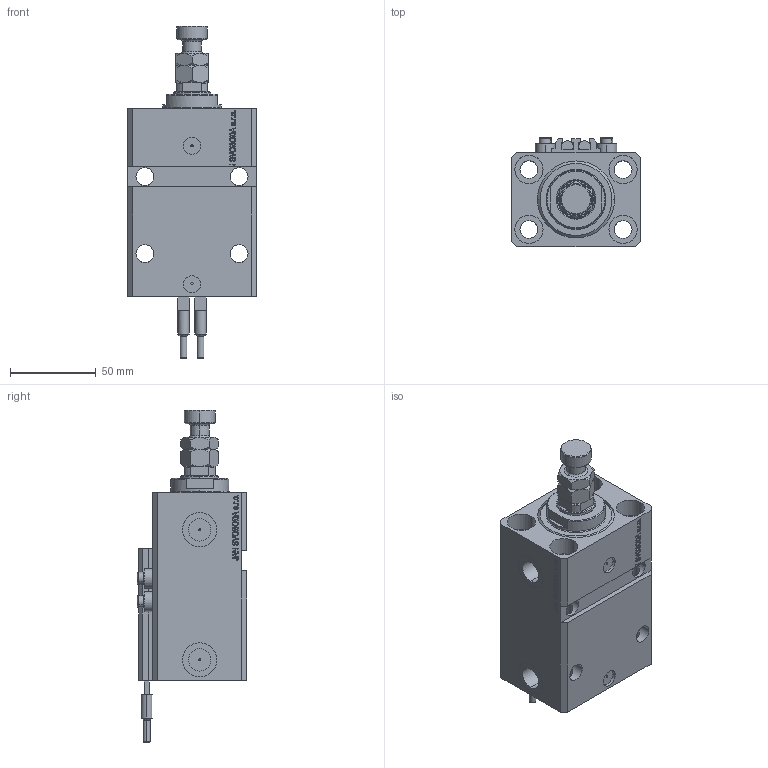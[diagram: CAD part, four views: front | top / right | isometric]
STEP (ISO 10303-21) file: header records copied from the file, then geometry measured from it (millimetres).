
FILE_DESCRIPTION (( 'STEP AP203' ), '1' );
FILE_NAME ('9d3b.STEP', '2023-10-07T18:15:56', ( '' ), ( '' ), 'SwSTEP 2.0', 'SolidWorks 2019', '' );
FILE_SCHEMA (( 'CONFIG_CONTROL_DESIGN' ));
Length unit declared in the file: millimetre
Products named in the file (7): ALLEN BOLT V250CE 695281750c0bf8f914d867a7d6ad1094; V250CE_E_Body 695281750c0bf8f914d867a7d6ad1094; V250CE_VC_E 695281750c0bf8f914d867a7d6ad1094; V250CE_C_VCP 695281750c0bf8f914d867a7d6ad1094; SWITCH_V250CE 695281750c0bf8f914d867a7d6ad1094; 9d3b; MFA 695281750c0bf8f914d867a7d6ad1094
Assembly tree (10 placements, depth 2):
  9d3b
    V250CE_E_Body 695281750c0bf8f914d867a7d6ad1094
    ALLEN BOLT V250CE 695281750c0bf8f914d867a7d6ad1094  x4
    V250CE_C_VCP 695281750c0bf8f914d867a7d6ad1094
    V250CE_VC_E 695281750c0bf8f914d867a7d6ad1094
    MFA 695281750c0bf8f914d867a7d6ad1094
    SWITCH_V250CE 695281750c0bf8f914d867a7d6ad1094  x2
Bounding box: 75 x 64 x 194 mm (x, y, z)
Volume: 392978.3 mm3; surface area: 101089.6 mm2
Topology: 11 solids, 11 shells, 1188 faces, 2920 edges, 1861 vertices
Faces by surface type: plane 562, bspline 354, cylinder 162, cone 88, torus 22
Entity records: 49814 total; most frequent: CARTESIAN_POINT 25475, ORIENTED_EDGE 5422, DIRECTION 3685, EDGE_CURVE 2711, VERTEX_POINT 1747, LINE 1591, VECTOR 1591, EDGE_LOOP 1224
